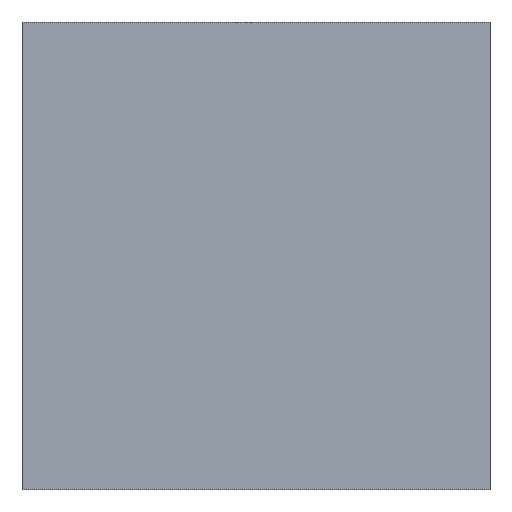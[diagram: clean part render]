
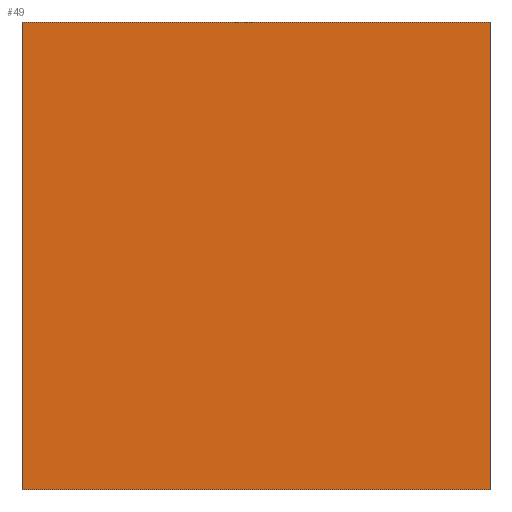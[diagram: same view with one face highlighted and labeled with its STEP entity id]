
A CAD part, front view. The second image highlights one B-rep face of the part: STEP entity #49.
In plain terms, the highlighted planar face has unit normal (0, -1, 0).
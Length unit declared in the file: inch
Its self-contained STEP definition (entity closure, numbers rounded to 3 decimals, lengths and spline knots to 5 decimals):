
#9 = PLANE ( 'NONE',  #52 ) ;
#10 = CARTESIAN_POINT ( 'NONE',  ( 0., 0., 0. ) ) ;
#11 = DIRECTION ( 'NONE',  ( 0., -1., 0. ) ) ;
#12 = DIRECTION ( 'NONE',  ( 0., 0., -1. ) ) ;
#23 = CARTESIAN_POINT ( 'NONE',  ( 0., 0., 0. ) ) ;
#24 = CARTESIAN_POINT ( 'NONE',  ( 0.25, 0., 0. ) ) ;
#27 = CARTESIAN_POINT ( 'NONE',  ( 0.25, 0., -0.25 ) ) ;
#32 = EDGE_CURVE ( 'NONE', #203, #197, #145, .T. ) ;
#37 = EDGE_CURVE ( 'NONE', #201, #203, #85, .T. ) ;
#38 = EDGE_CURVE ( 'NONE', #197, #198, #88, .T. ) ;
#41 = EDGE_CURVE ( 'NONE', #198, #201, #97, .T. ) ;
#49 = ADVANCED_FACE ( 'NONE', ( #58 ), #9, .T. ) ;
#52 = AXIS2_PLACEMENT_3D ( 'NONE', #10, #11, #12 ) ;
#58 = FACE_OUTER_BOUND ( 'NONE', #135, .T. ) ;
#65 = VECTOR ( 'NONE', #147, 39.37008 ) ;
#85 = LINE ( 'NONE', #86, #164 ) ;
#86 = CARTESIAN_POINT ( 'NONE',  ( 0., 0., -0.25 ) ) ;
#87 = DIRECTION ( 'NONE',  ( -1., 0., 0. ) ) ;
#88 = LINE ( 'NONE', #89, #165 ) ;
#89 = CARTESIAN_POINT ( 'NONE',  ( 0.25, 0., 0. ) ) ;
#90 = DIRECTION ( 'NONE',  ( 1., 0., 0. ) ) ;
#97 = LINE ( 'NONE', #98, #162 ) ;
#98 = CARTESIAN_POINT ( 'NONE',  ( 0.25, 0., -0.25 ) ) ;
#99 = DIRECTION ( 'NONE',  ( 0., 0., -1. ) ) ;
#135 = EDGE_LOOP ( 'NONE', ( #143, #206, #205, #140 ) ) ;
#140 = ORIENTED_EDGE ( 'NONE', *, *, #41, .F. ) ;
#143 = ORIENTED_EDGE ( 'NONE', *, *, #38, .F. ) ;
#145 = LINE ( 'NONE', #146, #65 ) ;
#146 = CARTESIAN_POINT ( 'NONE',  ( 0., 0., 0. ) ) ;
#147 = DIRECTION ( 'NONE',  ( 0., 0., 1. ) ) ;
#162 = VECTOR ( 'NONE', #99, 39.37008 ) ;
#164 = VECTOR ( 'NONE', #87, 39.37008 ) ;
#165 = VECTOR ( 'NONE', #90, 39.37008 ) ;
#169 = CARTESIAN_POINT ( 'NONE',  ( 0., 0., -0.25 ) ) ;
#197 = VERTEX_POINT ( 'NONE', #23 ) ;
#198 = VERTEX_POINT ( 'NONE', #24 ) ;
#201 = VERTEX_POINT ( 'NONE', #27 ) ;
#203 = VERTEX_POINT ( 'NONE', #169 ) ;
#205 = ORIENTED_EDGE ( 'NONE', *, *, #37, .F. ) ;
#206 = ORIENTED_EDGE ( 'NONE', *, *, #32, .F. ) ;
